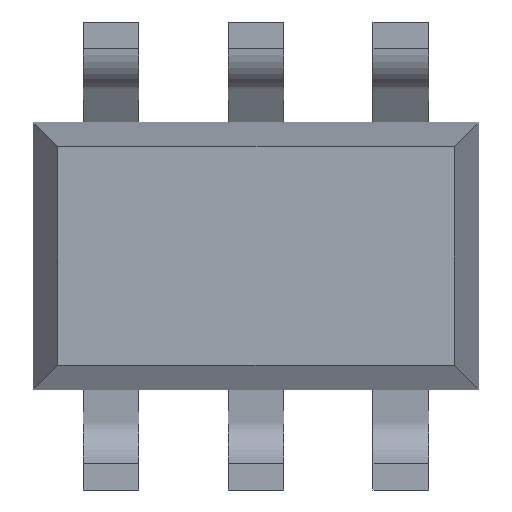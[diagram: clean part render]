
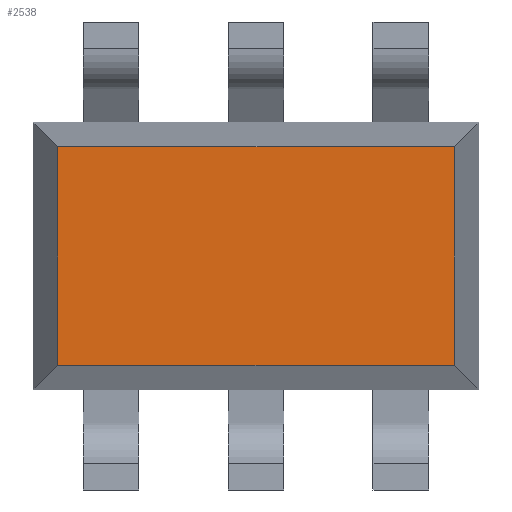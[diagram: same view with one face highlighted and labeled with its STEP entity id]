
A CAD part, front view. The second image highlights one B-rep face of the part: STEP entity #2538.
In plain terms, the highlighted planar face has unit normal (0, -1, 0).
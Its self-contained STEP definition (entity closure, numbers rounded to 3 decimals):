
#22 = DIRECTION ( 'NONE',  ( -1., 0., 0. ) ) ;
#24 = ORIENTED_EDGE ( 'NONE', *, *, #1912, .F. ) ;
#190 = VERTEX_POINT ( 'NONE', #2298 ) ;
#688 = ORIENTED_EDGE ( 'NONE', *, *, #2175, .F. ) ;
#721 = EDGE_CURVE ( 'NONE', #797, #1710, #1622, .T. ) ;
#785 = EDGE_CURVE ( 'NONE', #1710, #190, #1087, .T. ) ;
#795 = AXIS2_PLACEMENT_3D ( 'NONE', #2550, #939, #1363 ) ;
#797 = VERTEX_POINT ( 'NONE', #1620 ) ;
#855 = FACE_OUTER_BOUND ( 'NONE', #1349, .T. ) ;
#939 = DIRECTION ( 'NONE',  ( 0., 1., 0. ) ) ;
#1087 = LINE ( 'NONE', #1598, #2062 ) ;
#1105 = ORIENTED_EDGE ( 'NONE', *, *, #721, .F. ) ;
#1165 = LINE ( 'NONE', #1640, #1681 ) ;
#1291 = CARTESIAN_POINT ( 'NONE',  ( -0.89, -0.625, 0.49 ) ) ;
#1349 = EDGE_LOOP ( 'NONE', ( #24, #2142, #1105, #688 ) ) ;
#1363 = DIRECTION ( 'NONE',  ( 0., 0., 1. ) ) ;
#1432 = CARTESIAN_POINT ( 'NONE',  ( 0.89, -0.625, 0. ) ) ;
#1508 = VERTEX_POINT ( 'NONE', #1291 ) ;
#1524 = PLANE ( 'NONE',  #795 ) ;
#1578 = LINE ( 'NONE', #2202, #1608 ) ;
#1598 = CARTESIAN_POINT ( 'NONE',  ( 0., -0.625, -0.49 ) ) ;
#1608 = VECTOR ( 'NONE', #1775, 1000. ) ;
#1620 = CARTESIAN_POINT ( 'NONE',  ( 0.89, -0.625, 0.49 ) ) ;
#1622 = LINE ( 'NONE', #1432, #2030 ) ;
#1640 = CARTESIAN_POINT ( 'NONE',  ( -0.89, -0.625, 0. ) ) ;
#1681 = VECTOR ( 'NONE', #2065, 1000. ) ;
#1710 = VERTEX_POINT ( 'NONE', #2449 ) ;
#1775 = DIRECTION ( 'NONE',  ( 1., 0., 0. ) ) ;
#1912 = EDGE_CURVE ( 'NONE', #190, #1508, #1165, .T. ) ;
#2030 = VECTOR ( 'NONE', #2234, 1000. ) ;
#2062 = VECTOR ( 'NONE', #22, 1000. ) ;
#2065 = DIRECTION ( 'NONE',  ( 0., 0., 1. ) ) ;
#2142 = ORIENTED_EDGE ( 'NONE', *, *, #785, .F. ) ;
#2175 = EDGE_CURVE ( 'NONE', #1508, #797, #1578, .T. ) ;
#2202 = CARTESIAN_POINT ( 'NONE',  ( 0., -0.625, 0.49 ) ) ;
#2234 = DIRECTION ( 'NONE',  ( 0., 0., -1. ) ) ;
#2298 = CARTESIAN_POINT ( 'NONE',  ( -0.89, -0.625, -0.49 ) ) ;
#2449 = CARTESIAN_POINT ( 'NONE',  ( 0.89, -0.625, -0.49 ) ) ;
#2538 = ADVANCED_FACE ( 'NONE', ( #855 ), #1524, .F. ) ;
#2550 = CARTESIAN_POINT ( 'NONE',  ( 0., -0.625, 0. ) ) ;
